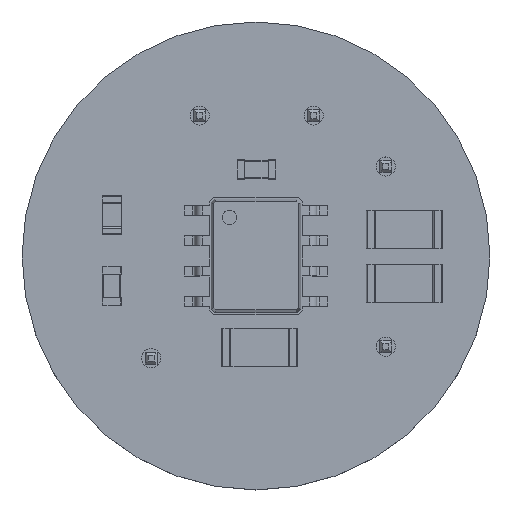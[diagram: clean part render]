
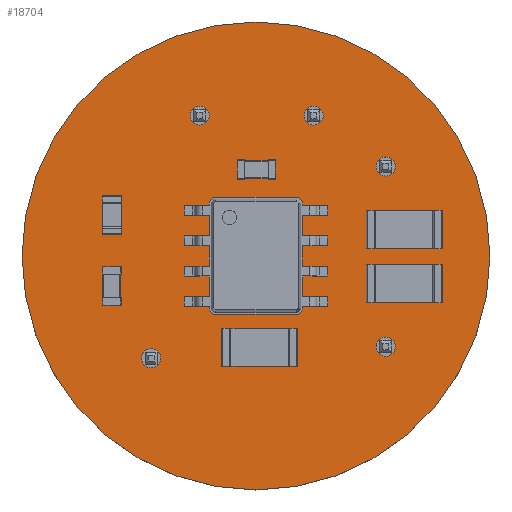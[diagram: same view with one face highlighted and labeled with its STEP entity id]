
A CAD part, top view. The second image highlights one B-rep face of the part: STEP entity #18704.
In plain terms, the highlighted planar face has unit normal (0, 0, 1).
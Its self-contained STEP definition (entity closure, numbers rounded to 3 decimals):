
#18620 = EDGE_CURVE('',#18621,#18621,#18623,.T.);
#18621 = VERTEX_POINT('',#18622);
#18622 = CARTESIAN_POINT('',(159.,-115.887,1.6));
#18623 = SURFACE_CURVE('',#18624,(#18629,#18641),.PCURVE_S1.);
#18624 = CIRCLE('',#18625,9.8);
#18625 = AXIS2_PLACEMENT_3D('',#18626,#18627,#18628);
#18626 = CARTESIAN_POINT('',(149.2,-115.887,1.6));
#18627 = DIRECTION('',(0.,0.,1.));
#18628 = DIRECTION('',(1.,0.,-0.));
#18629 = PCURVE('',#18630,#18635);
#18630 = CYLINDRICAL_SURFACE('',#18631,9.8);
#18631 = AXIS2_PLACEMENT_3D('',#18632,#18633,#18634);
#18632 = CARTESIAN_POINT('',(149.2,-115.887,0.));
#18633 = DIRECTION('',(0.,0.,1.));
#18634 = DIRECTION('',(1.,0.,-0.));
#18635 = DEFINITIONAL_REPRESENTATION('',(#18636),#18640);
#18636 = LINE('',#18637,#18638);
#18637 = CARTESIAN_POINT('',(0.,1.6));
#18638 = VECTOR('',#18639,1.);
#18639 = DIRECTION('',(1.,0.));
#18640 = ( GEOMETRIC_REPRESENTATION_CONTEXT(2) 
PARAMETRIC_REPRESENTATION_CONTEXT() REPRESENTATION_CONTEXT('2D SPACE',''
  ) );
#18641 = PCURVE('',#18642,#18647);
#18642 = PLANE('',#18643);
#18643 = AXIS2_PLACEMENT_3D('',#18644,#18645,#18646);
#18644 = CARTESIAN_POINT('',(149.2,-115.887,1.6));
#18645 = DIRECTION('',(0.,0.,1.));
#18646 = DIRECTION('',(1.,0.,-0.));
#18647 = DEFINITIONAL_REPRESENTATION('',(#18648),#18652);
#18648 = CIRCLE('',#18649,9.8);
#18649 = AXIS2_PLACEMENT_2D('',#18650,#18651);
#18650 = CARTESIAN_POINT('',(0.,0.));
#18651 = DIRECTION('',(1.,0.));
#18652 = ( GEOMETRIC_REPRESENTATION_CONTEXT(2) 
PARAMETRIC_REPRESENTATION_CONTEXT() REPRESENTATION_CONTEXT('2D SPACE',''
  ) );
#18704 = ADVANCED_FACE('',(#18705,#18708,#18739,#18770,#18801,#18832),
  #18642,.T.);
#18705 = FACE_BOUND('',#18706,.T.);
#18706 = EDGE_LOOP('',(#18707));
#18707 = ORIENTED_EDGE('',*,*,#18620,.T.);
#18708 = FACE_BOUND('',#18709,.T.);
#18709 = EDGE_LOOP('',(#18710));
#18710 = ORIENTED_EDGE('',*,*,#18711,.F.);
#18711 = EDGE_CURVE('',#18712,#18712,#18714,.T.);
#18712 = VERTEX_POINT('',#18713);
#18713 = CARTESIAN_POINT('',(145.205,-120.167,1.6));
#18714 = SURFACE_CURVE('',#18715,(#18720,#18727),.PCURVE_S1.);
#18715 = CIRCLE('',#18716,0.4);
#18716 = AXIS2_PLACEMENT_3D('',#18717,#18718,#18719);
#18717 = CARTESIAN_POINT('',(144.805,-120.167,1.6));
#18718 = DIRECTION('',(0.,0.,1.));
#18719 = DIRECTION('',(1.,0.,-0.));
#18720 = PCURVE('',#18642,#18721);
#18721 = DEFINITIONAL_REPRESENTATION('',(#18722),#18726);
#18722 = CIRCLE('',#18723,0.4);
#18723 = AXIS2_PLACEMENT_2D('',#18724,#18725);
#18724 = CARTESIAN_POINT('',(-4.394,-4.28));
#18725 = DIRECTION('',(1.,0.));
#18726 = ( GEOMETRIC_REPRESENTATION_CONTEXT(2) 
PARAMETRIC_REPRESENTATION_CONTEXT() REPRESENTATION_CONTEXT('2D SPACE',''
  ) );
#18727 = PCURVE('',#18728,#18733);
#18728 = CYLINDRICAL_SURFACE('',#18729,0.4);
#18729 = AXIS2_PLACEMENT_3D('',#18730,#18731,#18732);
#18730 = CARTESIAN_POINT('',(144.805,-120.167,-0.01));
#18731 = DIRECTION('',(0.,0.,1.));
#18732 = DIRECTION('',(1.,0.,-0.));
#18733 = DEFINITIONAL_REPRESENTATION('',(#18734),#18738);
#18734 = LINE('',#18735,#18736);
#18735 = CARTESIAN_POINT('',(0.,1.61));
#18736 = VECTOR('',#18737,1.);
#18737 = DIRECTION('',(1.,0.));
#18738 = ( GEOMETRIC_REPRESENTATION_CONTEXT(2) 
PARAMETRIC_REPRESENTATION_CONTEXT() REPRESENTATION_CONTEXT('2D SPACE',''
  ) );
#18739 = FACE_BOUND('',#18740,.T.);
#18740 = EDGE_LOOP('',(#18741));
#18741 = ORIENTED_EDGE('',*,*,#18742,.F.);
#18742 = EDGE_CURVE('',#18743,#18743,#18745,.T.);
#18743 = VERTEX_POINT('',#18744);
#18744 = CARTESIAN_POINT('',(155.035,-119.685,1.6));
#18745 = SURFACE_CURVE('',#18746,(#18751,#18758),.PCURVE_S1.);
#18746 = CIRCLE('',#18747,0.4);
#18747 = AXIS2_PLACEMENT_3D('',#18748,#18749,#18750);
#18748 = CARTESIAN_POINT('',(154.635,-119.685,1.6));
#18749 = DIRECTION('',(0.,0.,1.));
#18750 = DIRECTION('',(1.,0.,-0.));
#18751 = PCURVE('',#18642,#18752);
#18752 = DEFINITIONAL_REPRESENTATION('',(#18753),#18757);
#18753 = CIRCLE('',#18754,0.4);
#18754 = AXIS2_PLACEMENT_2D('',#18755,#18756);
#18755 = CARTESIAN_POINT('',(5.436,-3.798));
#18756 = DIRECTION('',(1.,0.));
#18757 = ( GEOMETRIC_REPRESENTATION_CONTEXT(2) 
PARAMETRIC_REPRESENTATION_CONTEXT() REPRESENTATION_CONTEXT('2D SPACE',''
  ) );
#18758 = PCURVE('',#18759,#18764);
#18759 = CYLINDRICAL_SURFACE('',#18760,0.4);
#18760 = AXIS2_PLACEMENT_3D('',#18761,#18762,#18763);
#18761 = CARTESIAN_POINT('',(154.635,-119.685,-0.01));
#18762 = DIRECTION('',(0.,0.,1.));
#18763 = DIRECTION('',(1.,0.,-0.));
#18764 = DEFINITIONAL_REPRESENTATION('',(#18765),#18769);
#18765 = LINE('',#18766,#18767);
#18766 = CARTESIAN_POINT('',(0.,1.61));
#18767 = VECTOR('',#18768,1.);
#18768 = DIRECTION('',(1.,0.));
#18769 = ( GEOMETRIC_REPRESENTATION_CONTEXT(2) 
PARAMETRIC_REPRESENTATION_CONTEXT() REPRESENTATION_CONTEXT('2D SPACE',''
  ) );
#18770 = FACE_BOUND('',#18771,.T.);
#18771 = EDGE_LOOP('',(#18772));
#18772 = ORIENTED_EDGE('',*,*,#18773,.F.);
#18773 = EDGE_CURVE('',#18774,#18774,#18776,.T.);
#18774 = VERTEX_POINT('',#18775);
#18775 = CARTESIAN_POINT('',(147.237,-110.007,1.6));
#18776 = SURFACE_CURVE('',#18777,(#18782,#18789),.PCURVE_S1.);
#18777 = CIRCLE('',#18778,0.4);
#18778 = AXIS2_PLACEMENT_3D('',#18779,#18780,#18781);
#18779 = CARTESIAN_POINT('',(146.837,-110.007,1.6));
#18780 = DIRECTION('',(0.,0.,1.));
#18781 = DIRECTION('',(1.,0.,-0.));
#18782 = PCURVE('',#18642,#18783);
#18783 = DEFINITIONAL_REPRESENTATION('',(#18784),#18788);
#18784 = CIRCLE('',#18785,0.4);
#18785 = AXIS2_PLACEMENT_2D('',#18786,#18787);
#18786 = CARTESIAN_POINT('',(-2.362,5.88));
#18787 = DIRECTION('',(1.,0.));
#18788 = ( GEOMETRIC_REPRESENTATION_CONTEXT(2) 
PARAMETRIC_REPRESENTATION_CONTEXT() REPRESENTATION_CONTEXT('2D SPACE',''
  ) );
#18789 = PCURVE('',#18790,#18795);
#18790 = CYLINDRICAL_SURFACE('',#18791,0.4);
#18791 = AXIS2_PLACEMENT_3D('',#18792,#18793,#18794);
#18792 = CARTESIAN_POINT('',(146.837,-110.007,-0.01));
#18793 = DIRECTION('',(0.,0.,1.));
#18794 = DIRECTION('',(1.,0.,-0.));
#18795 = DEFINITIONAL_REPRESENTATION('',(#18796),#18800);
#18796 = LINE('',#18797,#18798);
#18797 = CARTESIAN_POINT('',(0.,1.61));
#18798 = VECTOR('',#18799,1.);
#18799 = DIRECTION('',(1.,0.));
#18800 = ( GEOMETRIC_REPRESENTATION_CONTEXT(2) 
PARAMETRIC_REPRESENTATION_CONTEXT() REPRESENTATION_CONTEXT('2D SPACE',''
  ) );
#18801 = FACE_BOUND('',#18802,.T.);
#18802 = EDGE_LOOP('',(#18803));
#18803 = ORIENTED_EDGE('',*,*,#18804,.F.);
#18804 = EDGE_CURVE('',#18805,#18805,#18807,.T.);
#18805 = VERTEX_POINT('',#18806);
#18806 = CARTESIAN_POINT('',(152.013,-110.007,1.6));
#18807 = SURFACE_CURVE('',#18808,(#18813,#18820),.PCURVE_S1.);
#18808 = CIRCLE('',#18809,0.4);
#18809 = AXIS2_PLACEMENT_3D('',#18810,#18811,#18812);
#18810 = CARTESIAN_POINT('',(151.613,-110.007,1.6));
#18811 = DIRECTION('',(0.,0.,1.));
#18812 = DIRECTION('',(1.,0.,-0.));
#18813 = PCURVE('',#18642,#18814);
#18814 = DEFINITIONAL_REPRESENTATION('',(#18815),#18819);
#18815 = CIRCLE('',#18816,0.4);
#18816 = AXIS2_PLACEMENT_2D('',#18817,#18818);
#18817 = CARTESIAN_POINT('',(2.413,5.88));
#18818 = DIRECTION('',(1.,0.));
#18819 = ( GEOMETRIC_REPRESENTATION_CONTEXT(2) 
PARAMETRIC_REPRESENTATION_CONTEXT() REPRESENTATION_CONTEXT('2D SPACE',''
  ) );
#18820 = PCURVE('',#18821,#18826);
#18821 = CYLINDRICAL_SURFACE('',#18822,0.4);
#18822 = AXIS2_PLACEMENT_3D('',#18823,#18824,#18825);
#18823 = CARTESIAN_POINT('',(151.613,-110.007,-0.01));
#18824 = DIRECTION('',(0.,0.,1.));
#18825 = DIRECTION('',(1.,0.,-0.));
#18826 = DEFINITIONAL_REPRESENTATION('',(#18827),#18831);
#18827 = LINE('',#18828,#18829);
#18828 = CARTESIAN_POINT('',(0.,1.61));
#18829 = VECTOR('',#18830,1.);
#18830 = DIRECTION('',(1.,0.));
#18831 = ( GEOMETRIC_REPRESENTATION_CONTEXT(2) 
PARAMETRIC_REPRESENTATION_CONTEXT() REPRESENTATION_CONTEXT('2D SPACE',''
  ) );
#18832 = FACE_BOUND('',#18833,.T.);
#18833 = EDGE_LOOP('',(#18834));
#18834 = ORIENTED_EDGE('',*,*,#18835,.F.);
#18835 = EDGE_CURVE('',#18836,#18836,#18838,.T.);
#18836 = VERTEX_POINT('',#18837);
#18837 = CARTESIAN_POINT('',(155.035,-112.141,1.6));
#18838 = SURFACE_CURVE('',#18839,(#18844,#18851),.PCURVE_S1.);
#18839 = CIRCLE('',#18840,0.4);
#18840 = AXIS2_PLACEMENT_3D('',#18841,#18842,#18843);
#18841 = CARTESIAN_POINT('',(154.635,-112.141,1.6));
#18842 = DIRECTION('',(0.,0.,1.));
#18843 = DIRECTION('',(1.,0.,-0.));
#18844 = PCURVE('',#18642,#18845);
#18845 = DEFINITIONAL_REPRESENTATION('',(#18846),#18850);
#18846 = CIRCLE('',#18847,0.4);
#18847 = AXIS2_PLACEMENT_2D('',#18848,#18849);
#18848 = CARTESIAN_POINT('',(5.436,3.746));
#18849 = DIRECTION('',(1.,0.));
#18850 = ( GEOMETRIC_REPRESENTATION_CONTEXT(2) 
PARAMETRIC_REPRESENTATION_CONTEXT() REPRESENTATION_CONTEXT('2D SPACE',''
  ) );
#18851 = PCURVE('',#18852,#18857);
#18852 = CYLINDRICAL_SURFACE('',#18853,0.4);
#18853 = AXIS2_PLACEMENT_3D('',#18854,#18855,#18856);
#18854 = CARTESIAN_POINT('',(154.635,-112.141,-0.01));
#18855 = DIRECTION('',(0.,0.,1.));
#18856 = DIRECTION('',(1.,0.,-0.));
#18857 = DEFINITIONAL_REPRESENTATION('',(#18858),#18862);
#18858 = LINE('',#18859,#18860);
#18859 = CARTESIAN_POINT('',(0.,1.61));
#18860 = VECTOR('',#18861,1.);
#18861 = DIRECTION('',(1.,0.));
#18862 = ( GEOMETRIC_REPRESENTATION_CONTEXT(2) 
PARAMETRIC_REPRESENTATION_CONTEXT() REPRESENTATION_CONTEXT('2D SPACE',''
  ) );
